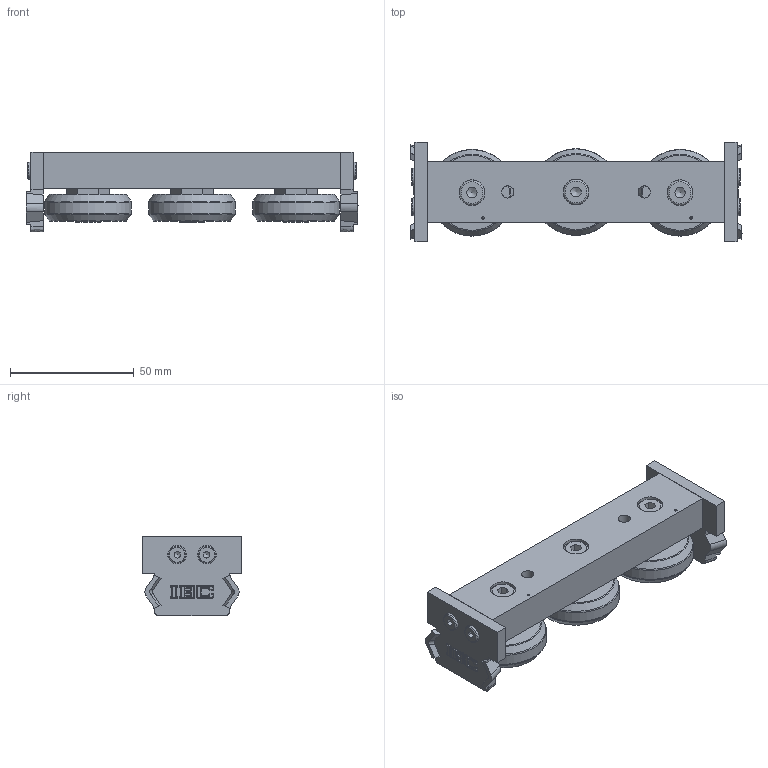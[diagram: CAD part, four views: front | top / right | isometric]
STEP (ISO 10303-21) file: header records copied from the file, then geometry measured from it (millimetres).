
FILE_DESCRIPTION((''),'2;1');
FILE_NAME('CS 43-21.2RS.AX.stp','2014-04-07T14:29:29',('VSkokov'),(''),'Autodesk Inventor 2012','Autodesk Inventor 2012','');
FILE_SCHEMA(('AUTOMOTIVE_DESIGN { 1 0 10303 214 1 1 1 1 }'));
Length unit declared in the file: millimetre
Products named in the file (6): CS 43-21.2RS; # LL.CS 43-21; ABS X43; DIN 7984 M6 x 16; DIN 7984 M4 x 6; CBRS(E) 35-43
Assembly tree (13 placements, depth 2):
  CS 43-21.2RS
    # LL.CS 43-21
    ABS X43  x2
    DIN 7984 M6 x 16  x3
    DIN 7984 M4 x 6  x4
    CBRS(E) 35-43  x3
Bounding box: 134 x 40 x 32.2 mm (x, y, z)
Volume: 85857.5 mm3; surface area: 30481.4 mm2
Topology: 13 solids, 13 shells, 793 faces, 1911 edges, 1124 vertices
Faces by surface type: cylinder 306, plane 248, torus 128, bspline 82, cone 29
Full cylindrical faces by diameter (mm): 1 x2, 3.242 x4, 4 x4, 4.917 x2, 5 x4, 6 x3, 6.5 x3, 7 x4, 7.5 x4, 10 x6, 10.4 x3, 12 x6, 35 x3
Entity records: 11664 total; most frequent: CARTESIAN_POINT 2757, DIRECTION 1958, ORIENTED_EDGE 1676, EDGE_CURVE 838, AXIS2_PLACEMENT_3D 789, VERTEX_POINT 534, EDGE_LOOP 462, FACE_OUTER_BOUND 381
